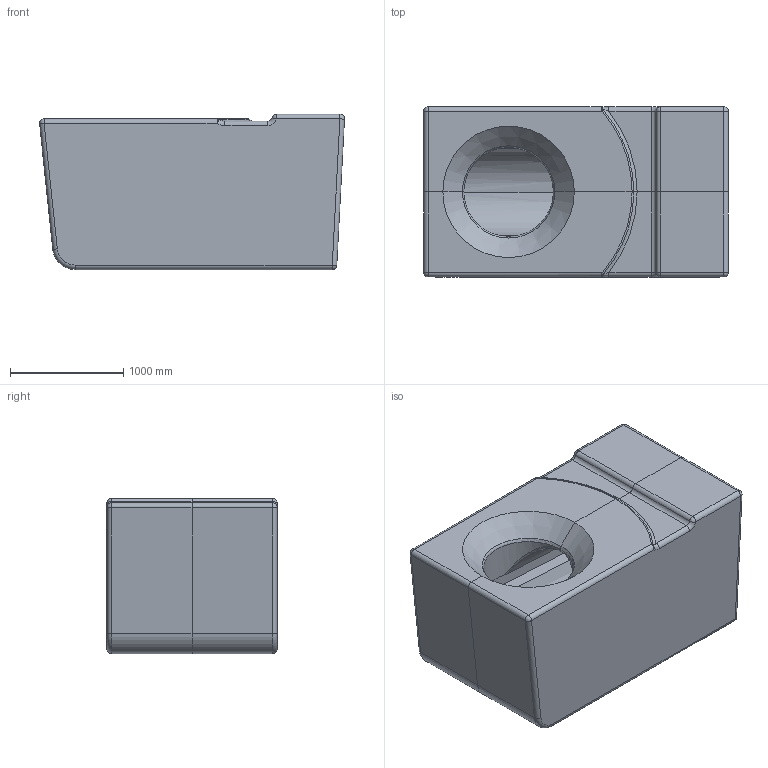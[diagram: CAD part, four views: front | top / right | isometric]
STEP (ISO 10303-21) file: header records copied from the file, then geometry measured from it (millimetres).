
FILE_DESCRIPTION(/* description */ (''),/* implementation_level */ '2;1');
FILE_NAME(/* name */ '19843.070X_3D.stp',/* time_stamp */ '2025-02-21T13:29:31+01:00',/* author */ ('c.rudolph'),/* organization */ (''),/* preprocessor_version */ 'ST-DEVELOPER v20',/* originating_system */ 'AutoCAD Mechanical',/* authorisation */ '');
FILE_SCHEMA (('AUTOMOTIVE_DESIGN { 1 0 10303 214 3 1 1 }'));
Length unit declared in the file: centimetre
Products named in the file (2): Product; *S0
Assembly tree (1 placements, depth 2):
  Product
    *S0
Bounding box: 2689.87 x 1500 x 1370 mm (x, y, z)
Volume: 3770648434.1 mm3; surface area: 27612313.4 mm2
Topology: 2 solids, 2 shells, 104 faces, 249 edges, 155 vertices
Faces by surface type: cylinder 36, plane 32, torus 16, bspline 10, sphere 8, cone 2
Full cylindrical faces by diameter (mm): 145 x2, 150 x2, 175 x1, 180 x1
Entity records: 3944 total; most frequent: CARTESIAN_POINT 1490, DIRECTION 516, ORIENTED_EDGE 490, EDGE_CURVE 245, AXIS2_PLACEMENT_3D 210, VERTEX_POINT 151, EDGE_LOOP 110, FACE_OUTER_BOUND 104
